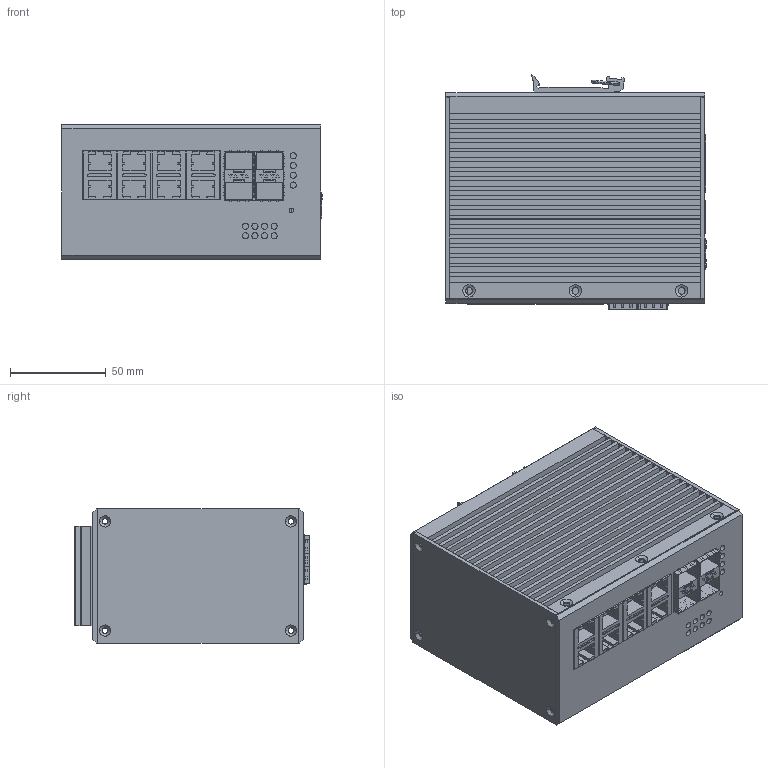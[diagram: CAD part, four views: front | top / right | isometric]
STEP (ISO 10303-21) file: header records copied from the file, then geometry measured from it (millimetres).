
FILE_DESCRIPTION((''),'2;1');
FILE_NAME('3000S-V3-WAIFA_ASM','2024-05-23T17:05:43',('wangzixiong'),(''),'CREO PARAMETRIC BY PTC INC, 2021023','CREO PARAMETRIC BY PTC INC, 2021023','');
FILE_SCHEMA(('CONFIG_CONTROL_DESIGN'));
Length unit declared in the file: millimetre
Products named in the file (17): GAIBAN_13; LBAN-HOU_3; XINGCAI-52MM_33_1; KAHUANG-52MM_8_1; 000-KAGUIZUO-52MM_ASM_10_ASM_AS_ASM; 1X2-RJ45__2_3; 102990206-1-2SFP-PUL__1__2_1; PCB-ZHUBAN_ASM_6_ASM_ASM; ZHEWANBAN2_6; ________5____1_3; ________3____1_2; PRT0005__1_1; PCB-DIANYUANBAN_ASM_16_ASM_ASM; LBAN-QIAN_20-43598; 1; 000ZHENGJI_ASM_21_ASM_ASM; 3000S-V3-WAIFA_ASM
Assembly tree (20 placements, depth 4):
  3000S-V3-WAIFA_ASM
    000ZHENGJI_ASM_21_ASM_ASM
      GAIBAN_13
      LBAN-HOU_3
      000-KAGUIZUO-52MM_ASM_10_ASM_AS_ASM
        XINGCAI-52MM_33_1
        KAHUANG-52MM_8_1
      PCB-ZHUBAN_ASM_6_ASM_ASM
        1X2-RJ45__2_3  x4
        102990206-1-2SFP-PUL__1__2_1  x2
      PCB-DIANYUANBAN_ASM_16_ASM_ASM
        ZHEWANBAN2_6
        ________5____1_3
        ________3____1_2
        PRT0005__1_1
      LBAN-QIAN_20-43598
      1
Bounding box: 135.7 x 122.25 x 70 mm (x, y, z)
Volume: 242426.5 mm3; surface area: 210365 mm2
Topology: 16 solids, 16 shells, 1593 faces, 4450 edges, 3031 vertices
Faces by surface type: plane 1165, cylinder 349, extrusion 33, cone 32, torus 14
Entity records: 34400 total; most frequent: CARTESIAN_POINT 6107, ORIENTED_EDGE 5824, DIRECTION 5797, EDGE_CURVE 2912, VECTOR 2197, LINE 2188, VERTEX_POINT 1967, AXIS2_PLACEMENT_3D 1800
